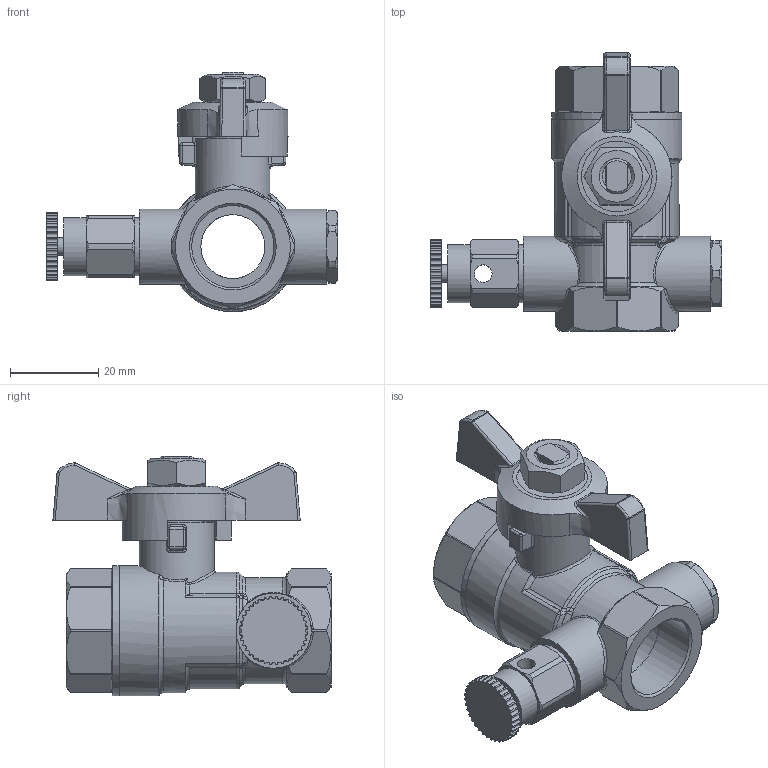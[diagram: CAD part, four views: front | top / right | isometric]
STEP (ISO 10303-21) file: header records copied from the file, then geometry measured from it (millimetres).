
FILE_DESCRIPTION(/* description */ ('Unknown'),/* implementation_level */ '2;1');
FILE_NAME(/* name */ '7046-04',/* time_stamp */ '2021-04-08T12:26:24+02:00',/* author */ ('Unknown'),/* organization */ ('Unknown'),/* preprocessor_version */ 'ST-DEVELOPER v16.7',/* originating_system */ 'Solid Edge',/* authorisation */ 'Unknown');
FILE_SCHEMA (('AUTOMOTIVE_DESIGN {1 0 10303 214 3 1 1}'));
Length unit declared in the file: millimetre
Products named in the file (11): 7046-04; Flügelgriff 1_4 - 3_4; 704-04_Körper; 2.140.015_Spindel; 2.140.015_Stopfbuchse; 704-04_Einschraubteil; Blindstopfen 1_4 ; 704-04_Entlüftungs-Stopfen; WUERTH 03228 hexagonal nut DIN 934  M8 A2 BLK_EDST
Assembly tree (10 placements, depth 4):
  7046-04
    Flügelgriff 1_4 - 3_4
    704-04_Körper
      2.140.015_Spindel
        2.140.015_Stopfbuchse
        2.140.015_Spindel
      704-04_Einschraubteil
      704-04_Körper
      Blindstopfen 1_4 
      704-04_Entlüftungs-Stopfen
    WUERTH 03228 hexagonal nut DIN 934  M8 A2 BLK_EDST
Bounding box: 66 x 63 x 54.25 mm (x, y, z)
Volume: 32914.5 mm3; surface area: 23384.1 mm2
Topology: 8 solids, 8 shells, 513 faces, 1282 edges, 798 vertices
Faces by surface type: cylinder 199, plane 123, cone 77, bspline 72, sphere 22, torus 20
Full cylindrical faces by diameter (mm): 4 x2, 5 x2, 6.6 x1, 6.647 x1, 8.9 x2, 9 x2, 9.1 x1, 9.3 x1, 10.5 x1, 10.8 x1, 11.445 x2, 12 x1, 12.376 x1, 13.157 x3, 14 x3, 14.5 x2, 16 x1, 17 x3, 18.5 x1, 18.631 x4, 19.2 x2, 23.376 x2, 25 x1, 25.5 x1, 29.5 x2
Entity records: 19101 total; most frequent: CARTESIAN_POINT 4781, ORIENTED_EDGE 2354, DIRECTION 2328, EDGE_CURVE 1177, AXIS2_PLACEMENT_3D 1014, VERTEX_POINT 766, EDGE_LOOP 615, FACE_BOUND 615
